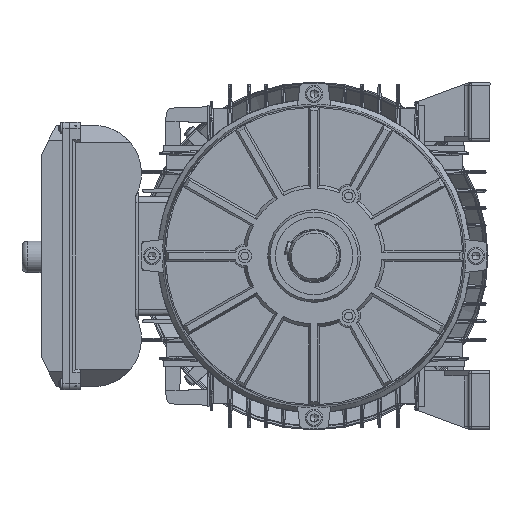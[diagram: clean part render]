
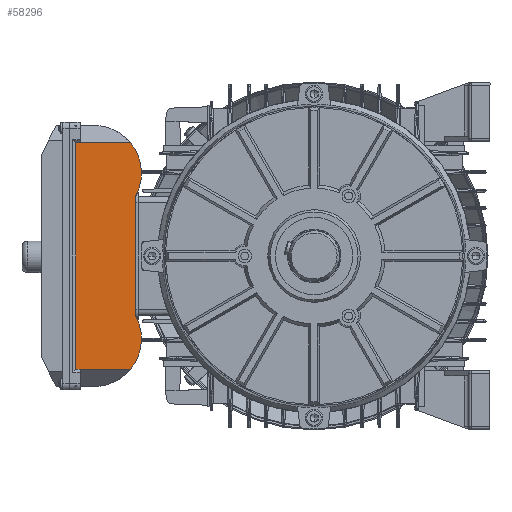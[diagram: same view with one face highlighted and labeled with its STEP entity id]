
A CAD part, left-side view. The second image highlights one B-rep face of the part: STEP entity #58296.
In plain terms, the highlighted face is planar.
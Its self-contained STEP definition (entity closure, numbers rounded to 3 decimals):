
#1868 = PLANE ( 'NONE',  #102206 ) ;
#6295 = LINE ( 'NONE', #174279, #55828 ) ;
#12144 = ORIENTED_EDGE ( 'NONE', *, *, #121617, .T. ) ;
#14865 = CIRCLE ( 'NONE', #38269, 36. ) ;
#15116 = VERTEX_POINT ( 'NONE', #28251 ) ;
#15306 = ORIENTED_EDGE ( 'NONE', *, *, #118296, .T. ) ;
#20437 = CARTESIAN_POINT ( 'NONE',  ( -85.065, 16.75, 68. ) ) ;
#22490 = VERTEX_POINT ( 'NONE', #27614 ) ;
#27614 = CARTESIAN_POINT ( 'NONE',  ( 85.065, -20.891, 68. ) ) ;
#28251 = CARTESIAN_POINT ( 'NONE',  ( 85.065, 20.25, 68. ) ) ;
#29233 = EDGE_CURVE ( 'NONE', #114704, #83991, #72541, .T. ) ;
#31263 = DIRECTION ( 'NONE',  ( 1., 0., 0. ) ) ;
#34255 = DIRECTION ( 'NONE',  ( -1., 0., 0. ) ) ;
#38050 = VECTOR ( 'NONE', #44025, 1000. ) ;
#38269 = AXIS2_PLACEMENT_3D ( 'NONE', #182445, #163313, #144273 ) ;
#44025 = DIRECTION ( 'NONE',  ( -1., 0., 0. ) ) ;
#50521 = CARTESIAN_POINT ( 'NONE',  ( -119.5, 20.25, 68. ) ) ;
#50779 = EDGE_CURVE ( 'NONE', #22490, #172188, #14865, .T. ) ;
#53558 = DIRECTION ( 'NONE',  ( 0., 0., -1. ) ) ;
#55828 = VECTOR ( 'NONE', #155161, 1000. ) ;
#57519 = AXIS2_PLACEMENT_3D ( 'NONE', #149351, #53558, #34255 ) ;
#58296 = ADVANCED_FACE ( 'NONE', ( #107067 ), #1868, .F. ) ;
#58943 = DIRECTION ( 'NONE',  ( 0., -1., 0. ) ) ;
#62741 = ORIENTED_EDGE ( 'NONE', *, *, #29233, .F. ) ;
#63204 = CARTESIAN_POINT ( 'NONE',  ( 85.065, 16.75, 68. ) ) ;
#63257 = CARTESIAN_POINT ( 'NONE',  ( -44.572, -24.75, 68. ) ) ;
#63598 = VERTEX_POINT ( 'NONE', #94864 ) ;
#64433 = VECTOR ( 'NONE', #31263, 1000. ) ;
#72541 = LINE ( 'NONE', #163708, #184514 ) ;
#76992 = VERTEX_POINT ( 'NONE', #118617 ) ;
#78145 = CARTESIAN_POINT ( 'NONE',  ( -85.065, -29.25, 68. ) ) ;
#80442 = ORIENTED_EDGE ( 'NONE', *, *, #50779, .F. ) ;
#82471 = LINE ( 'NONE', #63257, #38050 ) ;
#83991 = VERTEX_POINT ( 'NONE', #20437 ) ;
#88908 = LINE ( 'NONE', #50521, #64433 ) ;
#94864 = CARTESIAN_POINT ( 'NONE',  ( -44.572, -24.75, 68. ) ) ;
#96342 = CIRCLE ( 'NONE', #57519, 36. ) ;
#97361 = LINE ( 'NONE', #78145, #151575 ) ;
#102206 = AXIS2_PLACEMENT_3D ( 'NONE', #150724, #131679, #112554 ) ;
#107067 = FACE_OUTER_BOUND ( 'NONE', #128353, .T. ) ;
#112554 = DIRECTION ( 'NONE',  ( -1., 0., 0. ) ) ;
#113670 = ORIENTED_EDGE ( 'NONE', *, *, #130353, .F. ) ;
#114704 = VERTEX_POINT ( 'NONE', #166243 ) ;
#118296 = EDGE_CURVE ( 'NONE', #133434, #15116, #177152, .T. ) ;
#118617 = CARTESIAN_POINT ( 'NONE',  ( -85.065, 20.25, 68. ) ) ;
#121617 = EDGE_CURVE ( 'NONE', #76992, #83991, #97361, .T. ) ;
#128353 = EDGE_LOOP ( 'NONE', ( #177016, #15306, #159959, #12144, #62741, #113670, #149265, #80442 ) ) ;
#130353 = EDGE_CURVE ( 'NONE', #63598, #114704, #96342, .T. ) ;
#131679 = DIRECTION ( 'NONE',  ( 0., 0., -1. ) ) ;
#133434 = VERTEX_POINT ( 'NONE', #63204 ) ;
#134508 = EDGE_CURVE ( 'NONE', #22490, #133434, #6295, .T. ) ;
#136357 = EDGE_CURVE ( 'NONE', #172188, #63598, #82471, .T. ) ;
#139017 = DIRECTION ( 'NONE',  ( 0., 1., 0. ) ) ;
#144273 = DIRECTION ( 'NONE',  ( -1., 0., 0. ) ) ;
#144655 = DIRECTION ( 'NONE',  ( 0., 1., 0. ) ) ;
#148062 = CARTESIAN_POINT ( 'NONE',  ( 44.572, -24.75, 68. ) ) ;
#148729 = VECTOR ( 'NONE', #139017, 1000. ) ;
#149265 = ORIENTED_EDGE ( 'NONE', *, *, #136357, .F. ) ;
#149351 = CARTESIAN_POINT ( 'NONE',  ( -62., 6.75, 68. ) ) ;
#150724 = CARTESIAN_POINT ( 'NONE',  ( -119.5, -29.25, 68. ) ) ;
#151575 = VECTOR ( 'NONE', #58943, 1000. ) ;
#151939 = EDGE_CURVE ( 'NONE', #76992, #15116, #88908, .T. ) ;
#155161 = DIRECTION ( 'NONE',  ( 0., 1., 0. ) ) ;
#158036 = CARTESIAN_POINT ( 'NONE',  ( 85.065, -29.25, 68. ) ) ;
#159959 = ORIENTED_EDGE ( 'NONE', *, *, #151939, .F. ) ;
#163313 = DIRECTION ( 'NONE',  ( 0., 0., -1. ) ) ;
#163708 = CARTESIAN_POINT ( 'NONE',  ( -85.065, -45.25, 68. ) ) ;
#166243 = CARTESIAN_POINT ( 'NONE',  ( -85.065, -20.891, 68. ) ) ;
#172188 = VERTEX_POINT ( 'NONE', #148062 ) ;
#174279 = CARTESIAN_POINT ( 'NONE',  ( 85.065, -45.25, 68. ) ) ;
#177016 = ORIENTED_EDGE ( 'NONE', *, *, #134508, .T. ) ;
#177152 = LINE ( 'NONE', #158036, #148729 ) ;
#182445 = CARTESIAN_POINT ( 'NONE',  ( 62., 6.75, 68. ) ) ;
#184514 = VECTOR ( 'NONE', #144655, 1000. ) ;
